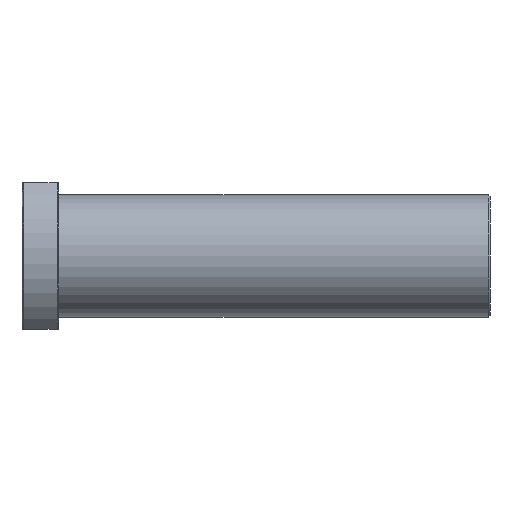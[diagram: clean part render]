
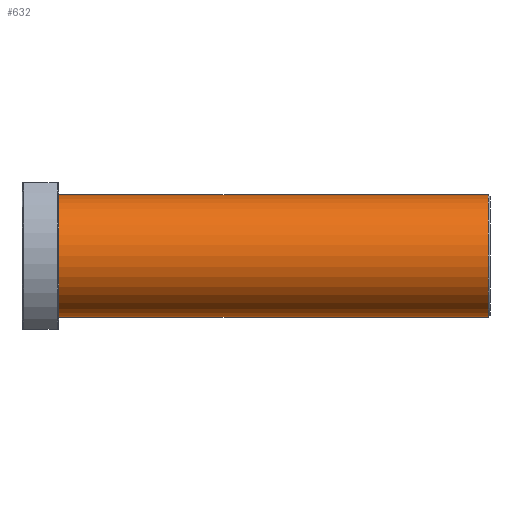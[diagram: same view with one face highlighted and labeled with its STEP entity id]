
A CAD part, front view. The second image highlights one B-rep face of the part: STEP entity #632.
In plain terms, the highlighted cylindrical face has radius 20 mm (diameter 40 mm), a partial arc.
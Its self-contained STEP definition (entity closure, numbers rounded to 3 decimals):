
#6 = VERTEX_POINT ( 'NONE', #257 ) ;
#21 = CARTESIAN_POINT ( 'NONE',  ( -63.941, 0., -20. ) ) ;
#75 = LINE ( 'NONE', #738, #602 ) ;
#141 = ORIENTED_EDGE ( 'NONE', *, *, #1030, .F. ) ;
#222 = DIRECTION ( 'NONE',  ( -1., 0., 0. ) ) ;
#227 = ORIENTED_EDGE ( 'NONE', *, *, #506, .T. ) ;
#257 = CARTESIAN_POINT ( 'NONE',  ( 76.559, 0., 20. ) ) ;
#309 = AXIS2_PLACEMENT_3D ( 'NONE', #482, #862, #1133 ) ;
#320 = VERTEX_POINT ( 'NONE', #21 ) ;
#393 = VERTEX_POINT ( 'NONE', #797 ) ;
#443 = AXIS2_PLACEMENT_3D ( 'NONE', #890, #222, #1079 ) ;
#482 = CARTESIAN_POINT ( 'NONE',  ( -149.49, 0., 0. ) ) ;
#506 = EDGE_CURVE ( 'NONE', #393, #6, #1071, .T. ) ;
#602 = VECTOR ( 'NONE', #1015, 1000. ) ;
#615 = VERTEX_POINT ( 'NONE', #946 ) ;
#632 = ADVANCED_FACE ( 'NONE', ( #675 ), #656, .T. ) ;
#636 = CARTESIAN_POINT ( 'NONE',  ( 76.559, 0., 0. ) ) ;
#656 = CYLINDRICAL_SURFACE ( 'NONE', #309, 20. ) ;
#662 = CIRCLE ( 'NONE', #443, 20. ) ;
#675 = FACE_OUTER_BOUND ( 'NONE', #880, .T. ) ;
#724 = AXIS2_PLACEMENT_3D ( 'NONE', #636, #836, #1201 ) ;
#738 = CARTESIAN_POINT ( 'NONE',  ( -149.49, 0., -20. ) ) ;
#749 = DIRECTION ( 'NONE',  ( -1., 0., 0. ) ) ;
#797 = CARTESIAN_POINT ( 'NONE',  ( 76.559, 0., -20. ) ) ;
#836 = DIRECTION ( 'NONE',  ( -1., 0., 0. ) ) ;
#847 = ORIENTED_EDGE ( 'NONE', *, *, #860, .T. ) ;
#860 = EDGE_CURVE ( 'NONE', #6, #615, #927, .T. ) ;
#862 = DIRECTION ( 'NONE',  ( -1., 0., 0. ) ) ;
#880 = EDGE_LOOP ( 'NONE', ( #1132, #227, #847, #141 ) ) ;
#890 = CARTESIAN_POINT ( 'NONE',  ( -63.941, 0., 0. ) ) ;
#927 = LINE ( 'NONE', #1055, #1165 ) ;
#946 = CARTESIAN_POINT ( 'NONE',  ( -63.941, 0., 20. ) ) ;
#1015 = DIRECTION ( 'NONE',  ( -1., 0., 0. ) ) ;
#1030 = EDGE_CURVE ( 'NONE', #320, #615, #662, .T. ) ;
#1055 = CARTESIAN_POINT ( 'NONE',  ( -149.49, 0., 20. ) ) ;
#1071 = CIRCLE ( 'NONE', #724, 20. ) ;
#1079 = DIRECTION ( 'NONE',  ( 0., 0., 1. ) ) ;
#1132 = ORIENTED_EDGE ( 'NONE', *, *, #1207, .F. ) ;
#1133 = DIRECTION ( 'NONE',  ( 0., 0., 1. ) ) ;
#1165 = VECTOR ( 'NONE', #749, 1000. ) ;
#1201 = DIRECTION ( 'NONE',  ( 0., 0., 1. ) ) ;
#1207 = EDGE_CURVE ( 'NONE', #393, #320, #75, .T. ) ;
